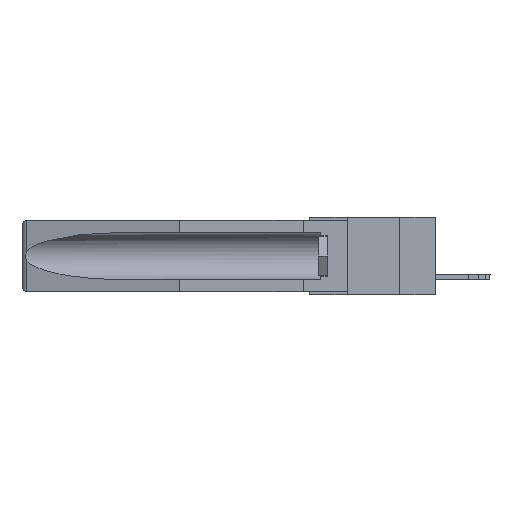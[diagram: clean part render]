
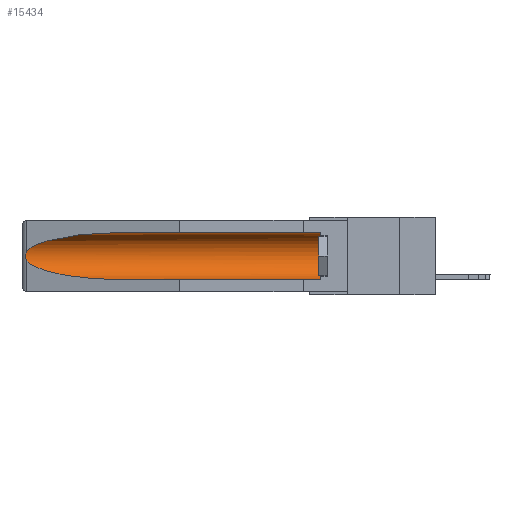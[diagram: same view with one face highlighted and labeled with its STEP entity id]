
A CAD part, left-side view. The second image highlights one B-rep face of the part: STEP entity #15434.
In plain terms, the highlighted cylindrical face has radius 2.857 mm (diameter 5.715 mm), a partial arc.
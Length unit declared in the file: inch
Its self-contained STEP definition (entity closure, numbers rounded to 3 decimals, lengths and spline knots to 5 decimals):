
#228 = ORIENTED_EDGE ( 'NONE', *, *, #7138, .T. ) ;
#234 = DIRECTION ( 'NONE',  ( 0., 1., 0. ) ) ;
#721 = DIRECTION ( 'NONE',  ( 0., 1., 0. ) ) ;
#1170 = VERTEX_POINT ( 'NONE', #9601 ) ;
#1314 = CARTESIAN_POINT ( 'NONE',  ( 0.21114, 1.30732, -0.059 ) ) ;
#1479 = CARTESIAN_POINT ( 'NONE',  ( 0.155, 0.126, -0.1715 ) ) ;
#2049 = VECTOR ( 'NONE', #15687, 39.37008 ) ;
#2284 = AXIS2_PLACEMENT_3D ( 'NONE', #19302, #234, #10571 ) ;
#2293 = ORIENTED_EDGE ( 'NONE', *, *, #7214, .T. ) ;
#2773 = CARTESIAN_POINT ( 'NONE',  ( 0.26537, 1.52718, -0.14972 ) ) ;
#3117 = ORIENTED_EDGE ( 'NONE', *, *, #19334, .F. ) ;
#4013 = CARTESIAN_POINT ( 'NONE',  ( 0.26537, 1.52718, -0.19328 ) ) ;
#4566 =( BOUNDED_CURVE ( )  B_SPLINE_CURVE ( 3, ( #4013, #11074, #17886, #16047 ),
 .UNSPECIFIED., .F., .T. ) 
 B_SPLINE_CURVE_WITH_KNOTS ( ( 4, 4 ),
 ( 0.1948, 1.5708 ),
 .UNSPECIFIED. ) 
 CURVE ( )  GEOMETRIC_REPRESENTATION_ITEM ( )  RATIONAL_B_SPLINE_CURVE ( ( 1., 0.848, 0.848, 1. ) ) 
 REPRESENTATION_ITEM ( '' )  );
#5015 = CARTESIAN_POINT ( 'NONE',  ( 0.26537, 1.52718, -0.19328 ) ) ;
#5261 = VECTOR ( 'NONE', #721, 39.37008 ) ;
#5269 = B_SPLINE_CURVE_WITH_KNOTS ( 'NONE', 3,
 ( #14172, #5411, #7404, #11012, #9164, #9386, #11088, #21427, #16448, #16365 ),
 .UNSPECIFIED., .F., .F.,
 ( 4, 2, 2, 2, 4 ),
 ( 0., 0.00029, 0.00058, 0.00087, 0.00117 ),
 .UNSPECIFIED. ) ;
#5411 = CARTESIAN_POINT ( 'NONE',  ( 0.26597, 1.52961, -0.15275 ) ) ;
#5658 = EDGE_LOOP ( 'NONE', ( #2293, #8870, #228, #3117, #8127, #17023 ) ) ;
#6533 = CARTESIAN_POINT ( 'NONE',  ( 0.25451, 1.48313, -0.09465 ) ) ;
#6546 = CYLINDRICAL_SURFACE ( 'NONE', #2284, 0.1125 ) ;
#6700 = LINE ( 'NONE', #20908, #2049 ) ;
#7138 = EDGE_CURVE ( 'NONE', #20481, #12483, #4566, .T. ) ;
#7214 = EDGE_CURVE ( 'NONE', #1170, #9693, #20871, .T. ) ;
#7404 = CARTESIAN_POINT ( 'NONE',  ( 0.26654, 1.53092, -0.15636 ) ) ;
#8127 = ORIENTED_EDGE ( 'NONE', *, *, #21236, .T. ) ;
#8870 = ORIENTED_EDGE ( 'NONE', *, *, #12165, .T. ) ;
#9164 = CARTESIAN_POINT ( 'NONE',  ( 0.2675, 1.53308, -0.16763 ) ) ;
#9386 = CARTESIAN_POINT ( 'NONE',  ( 0.2675, 1.53308, -0.17534 ) ) ;
#9601 = CARTESIAN_POINT ( 'NONE',  ( 0.155, 1.07973, -0.059 ) ) ;
#9693 = VERTEX_POINT ( 'NONE', #12703 ) ;
#10571 = DIRECTION ( 'NONE',  ( 0., 0., 1. ) ) ;
#10754 = EDGE_CURVE ( 'NONE', #20497, #1170, #6700, .T. ) ;
#11012 = CARTESIAN_POINT ( 'NONE',  ( 0.2673, 1.5327, -0.16383 ) ) ;
#11074 = CARTESIAN_POINT ( 'NONE',  ( 0.25451, 1.48313, -0.24835 ) ) ;
#11088 = CARTESIAN_POINT ( 'NONE',  ( 0.2673, 1.53269, -0.17917 ) ) ;
#11314 = AXIS2_PLACEMENT_3D ( 'NONE', #1479, #12151, #13766 ) ;
#11832 = CARTESIAN_POINT ( 'NONE',  ( 0.155, 1.07973, -0.284 ) ) ;
#12151 = DIRECTION ( 'NONE',  ( 0., -1., 0. ) ) ;
#12165 = EDGE_CURVE ( 'NONE', #9693, #20481, #5269, .T. ) ;
#12483 = VERTEX_POINT ( 'NONE', #11832 ) ;
#12703 = CARTESIAN_POINT ( 'NONE',  ( 0.26537, 1.52718, -0.14972 ) ) ;
#13330 = CARTESIAN_POINT ( 'NONE',  ( 0.155, 0.126, -0.284 ) ) ;
#13338 = CARTESIAN_POINT ( 'NONE',  ( 0.155, 1.07973, -0.059 ) ) ;
#13766 = DIRECTION ( 'NONE',  ( 0., 0., 1. ) ) ;
#14172 = CARTESIAN_POINT ( 'NONE',  ( 0.26537, 1.52718, -0.14972 ) ) ;
#15143 = CIRCLE ( 'NONE', #11314, 0.1125 ) ;
#15222 = VERTEX_POINT ( 'NONE', #13330 ) ;
#15434 = ADVANCED_FACE ( 'NONE', ( #16963 ), #6546, .F. ) ;
#15687 = DIRECTION ( 'NONE',  ( 0., 1., 0. ) ) ;
#16047 = CARTESIAN_POINT ( 'NONE',  ( 0.155, 1.07973, -0.284 ) ) ;
#16272 = CARTESIAN_POINT ( 'NONE',  ( 0.155, -0.30754, -0.284 ) ) ;
#16365 = CARTESIAN_POINT ( 'NONE',  ( 0.26537, 1.52718, -0.19328 ) ) ;
#16448 = CARTESIAN_POINT ( 'NONE',  ( 0.26597, 1.5296, -0.19026 ) ) ;
#16963 = FACE_OUTER_BOUND ( 'NONE', #5658, .T. ) ;
#17023 = ORIENTED_EDGE ( 'NONE', *, *, #10754, .T. ) ;
#17605 = LINE ( 'NONE', #16272, #5261 ) ;
#17886 = CARTESIAN_POINT ( 'NONE',  ( 0.21114, 1.30732, -0.284 ) ) ;
#19302 = CARTESIAN_POINT ( 'NONE',  ( 0.155, -0.30754, -0.1715 ) ) ;
#19334 = EDGE_CURVE ( 'NONE', #15222, #12483, #17605, .T. ) ;
#20481 = VERTEX_POINT ( 'NONE', #5015 ) ;
#20497 = VERTEX_POINT ( 'NONE', #20815 ) ;
#20815 = CARTESIAN_POINT ( 'NONE',  ( 0.155, 0.126, -0.059 ) ) ;
#20871 =( BOUNDED_CURVE ( )  B_SPLINE_CURVE ( 3, ( #13338, #1314, #6533, #2773 ),
 .UNSPECIFIED., .F., .F. ) 
 B_SPLINE_CURVE_WITH_KNOTS ( ( 4, 4 ),
 ( 4.71239, 6.08839 ),
 .UNSPECIFIED. ) 
 CURVE ( )  GEOMETRIC_REPRESENTATION_ITEM ( )  RATIONAL_B_SPLINE_CURVE ( ( 1., 0.848, 0.848, 1. ) ) 
 REPRESENTATION_ITEM ( '' )  );
#20908 = CARTESIAN_POINT ( 'NONE',  ( 0.155, -0.30754, -0.059 ) ) ;
#21236 = EDGE_CURVE ( 'NONE', #15222, #20497, #15143, .T. ) ;
#21427 = CARTESIAN_POINT ( 'NONE',  ( 0.26655, 1.53094, -0.18657 ) ) ;
